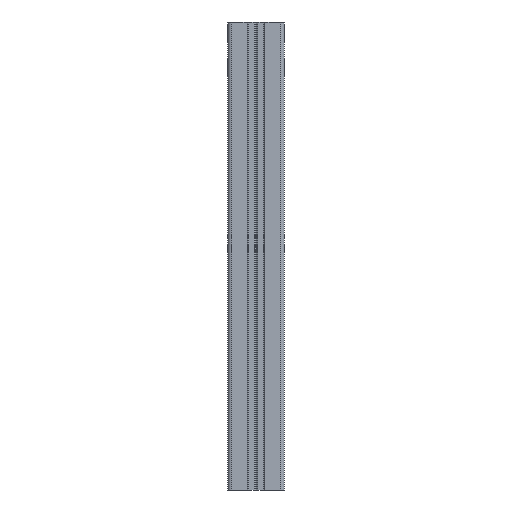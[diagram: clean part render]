
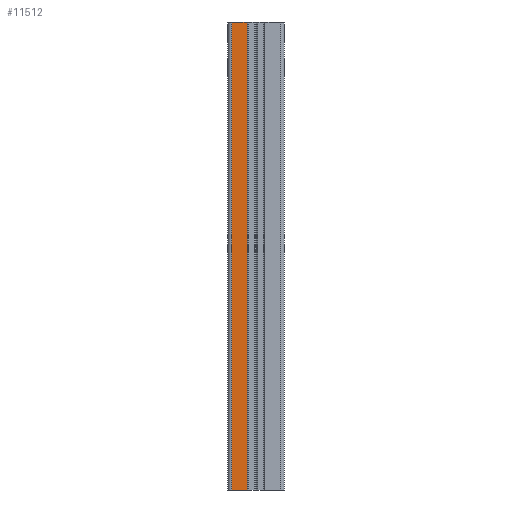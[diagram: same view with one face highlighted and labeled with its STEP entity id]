
A CAD part, left-side view. The second image highlights one B-rep face of the part: STEP entity #11512.
In plain terms, the highlighted planar face has unit normal (-1, 0, 0).
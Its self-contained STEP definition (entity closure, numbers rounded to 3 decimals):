
#37 = LINE ( 'NONE', #9463, #14353 ) ;
#92 = VECTOR ( 'NONE', #20677, 1000. ) ;
#396 = CARTESIAN_POINT ( 'NONE',  ( -15., 13., 0. ) ) ;
#1271 = VECTOR ( 'NONE', #17777, 1000. ) ;
#1505 = VERTEX_POINT ( 'NONE', #8996 ) ;
#1591 = CARTESIAN_POINT ( 'NONE',  ( -15., 4.75, 0. ) ) ;
#2054 = VECTOR ( 'NONE', #19139, 1000. ) ;
#2254 = CARTESIAN_POINT ( 'NONE',  ( -15., 0., 250. ) ) ;
#2390 = VERTEX_POINT ( 'NONE', #12514 ) ;
#5352 = EDGE_CURVE ( 'NONE', #1505, #21890, #6509, .T. ) ;
#5617 = DIRECTION ( 'NONE',  ( 0., 0., -1. ) ) ;
#5632 = EDGE_CURVE ( 'NONE', #2390, #16268, #37, .T. ) ;
#5647 = EDGE_CURVE ( 'NONE', #2390, #1505, #17387, .T. ) ;
#6509 = LINE ( 'NONE', #10229, #1271 ) ;
#8970 = DIRECTION ( 'NONE',  ( 0., 0., 1. ) ) ;
#8996 = CARTESIAN_POINT ( 'NONE',  ( -15., 13., 250. ) ) ;
#9277 = CARTESIAN_POINT ( 'NONE',  ( -15., 0., 0. ) ) ;
#9463 = CARTESIAN_POINT ( 'NONE',  ( -15., 4.75, 250. ) ) ;
#10229 = CARTESIAN_POINT ( 'NONE',  ( -15., 13., 250. ) ) ;
#10633 = EDGE_CURVE ( 'NONE', #16268, #21890, #11268, .T. ) ;
#11268 = LINE ( 'NONE', #9277, #92 ) ;
#11512 = ADVANCED_FACE ( 'NONE', ( #22098 ), #21862, .T. ) ;
#12514 = CARTESIAN_POINT ( 'NONE',  ( -15., 4.75, 250. ) ) ;
#14353 = VECTOR ( 'NONE', #5617, 1000. ) ;
#14899 = ORIENTED_EDGE ( 'NONE', *, *, #5647, .T. ) ;
#14934 = ORIENTED_EDGE ( 'NONE', *, *, #5632, .F. ) ;
#16041 = CARTESIAN_POINT ( 'NONE',  ( -15., 0., 250. ) ) ;
#16268 = VERTEX_POINT ( 'NONE', #1591 ) ;
#16338 = AXIS2_PLACEMENT_3D ( 'NONE', #16041, #23584, #8970 ) ;
#17387 = LINE ( 'NONE', #2254, #2054 ) ;
#17777 = DIRECTION ( 'NONE',  ( 0., 0., -1. ) ) ;
#19139 = DIRECTION ( 'NONE',  ( 0., 1., 0. ) ) ;
#19152 = EDGE_LOOP ( 'NONE', ( #22260, #14934, #14899, #24057 ) ) ;
#20677 = DIRECTION ( 'NONE',  ( 0., 1., 0. ) ) ;
#21862 = PLANE ( 'NONE',  #16338 ) ;
#21890 = VERTEX_POINT ( 'NONE', #396 ) ;
#22098 = FACE_OUTER_BOUND ( 'NONE', #19152, .T. ) ;
#22260 = ORIENTED_EDGE ( 'NONE', *, *, #10633, .F. ) ;
#23584 = DIRECTION ( 'NONE',  ( -1., 0., 0. ) ) ;
#24057 = ORIENTED_EDGE ( 'NONE', *, *, #5352, .T. ) ;
